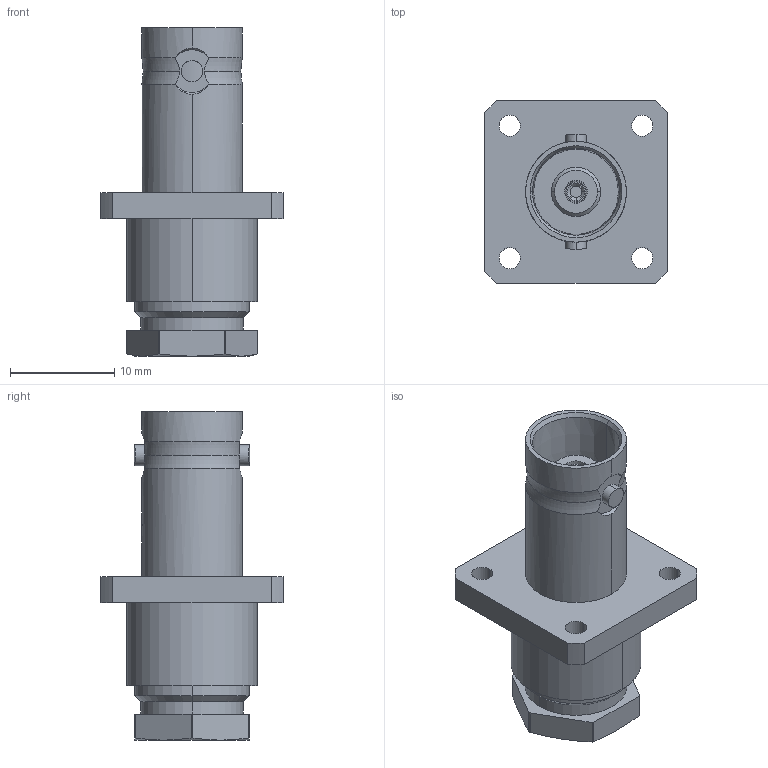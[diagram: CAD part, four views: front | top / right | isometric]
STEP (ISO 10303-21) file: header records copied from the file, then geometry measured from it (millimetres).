
FILE_DESCRIPTION (( 'STEP AP214' ), '1' );
FILE_NAME ('J01001A0036.STEP', '2018-06-25T11:37:23', ( '' ), ( '' ), 'SwSTEP 2.0', 'SolidWorks 2017', '' );
FILE_SCHEMA (( 'AUTOMOTIVE_DESIGN' ));
Length unit declared in the file: millimetre
Products named in the file (1): J01001A0036
Bounding box: 17.5 x 17.5 x 31.5 mm (x, y, z)
Volume: 3048.5 mm3; surface area: 2121.7 mm2
Topology: 1 solids, 1 shells, 152 faces, 384 edges, 248 vertices
Faces by surface type: plane 58, cylinder 57, cone 29, torus 8
Entity records: 6445 total; most frequent: CARTESIAN_POINT 1187, ORIENTED_EDGE 768, DIRECTION 740, EDGE_CURVE 384, AXIS2_PLACEMENT_3D 293, VERTEX_POINT 248, EDGE_LOOP 174, VECTOR 154
